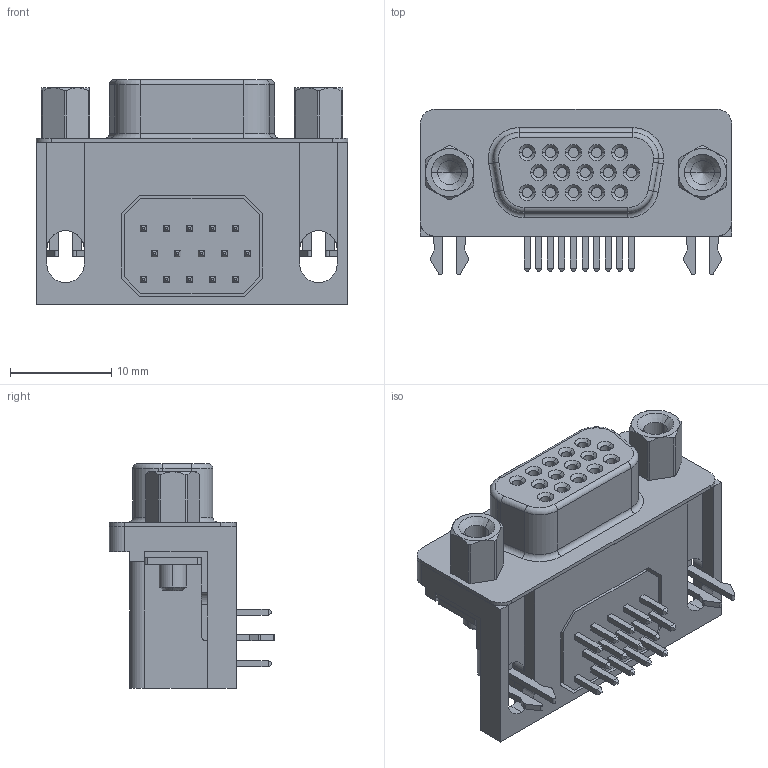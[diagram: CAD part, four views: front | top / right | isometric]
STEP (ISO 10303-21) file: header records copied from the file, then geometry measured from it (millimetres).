
FILE_DESCRIPTION (( 'STEP AP214' ), '1' );
FILE_NAME ('KF66X-E15S-NJ_rA1.STEP', '2012-02-27T19:08:49', ( ' ' ), ( ' ' ), 'SwSTEP 2.0', 'SolidWorks 2007', '' );
FILE_SCHEMA (( 'AUTOMOTIVE_DESIGN' ));
Length unit declared in the file: millimetre
Products named in the file (1): KF66X-E15S-NJ_rA1
Bounding box: 30.81 x 16.35 x 22.22 mm (x, y, z)
Volume: 4900.1 mm3; surface area: 3492.9 mm2
Topology: 1 solids, 1 shells, 493 faces, 1191 edges, 733 vertices
Faces by surface type: plane 287, cylinder 132, cone 60, torus 14
Entity records: 17079 total; most frequent: CARTESIAN_POINT 2544, DIRECTION 2494, ORIENTED_EDGE 2374, EDGE_CURVE 1187, VECTOR 832, LINE 832, AXIS2_PLACEMENT_3D 831, VERTEX_POINT 733
